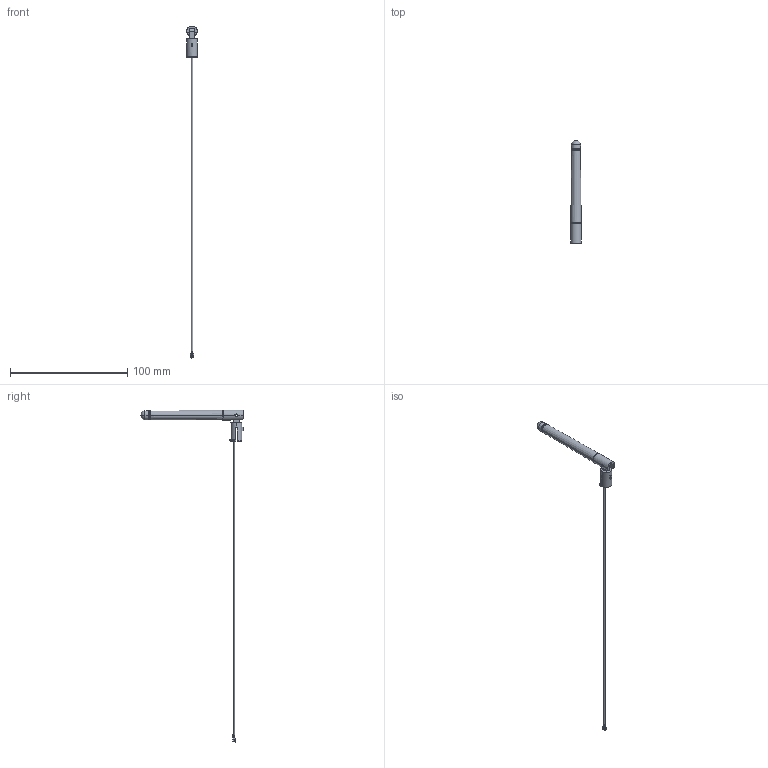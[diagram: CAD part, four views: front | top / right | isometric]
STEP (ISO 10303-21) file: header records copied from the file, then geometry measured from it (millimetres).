
FILE_DESCRIPTION (( 'STEP AP214' ), '1' );
FILE_NAME ('GW17.07.0250E_Web.STEP', '2022-03-24T16:03:57', ( '' ), ( '' ), 'SwSTEP 2.0', 'SolidWorks 2018', '' );
FILE_SCHEMA (( 'AUTOMOTIVE_DESIGN' ));
Length unit declared in the file: millimetre
Products named in the file (1): GW17.07.0250E_Web
Bounding box: 9.7 x 87.7 x 282.61 mm (x, y, z)
Surface area: 4676.8 mm2 (no closed solid volume)
Topology: 0 solids, 10 shells, 144 faces, 554 edges, 410 vertices
Faces by surface type: plane 68, cylinder 54, torus 16, cone 6
Entity records: 8343 total; most frequent: CARTESIAN_POINT 2229, DIRECTION 943, ORIENTED_EDGE 841, EDGE_CURVE 554, VERTEX_POINT 410, AXIS2_PLACEMENT_3D 327, LINE 289, VECTOR 289
